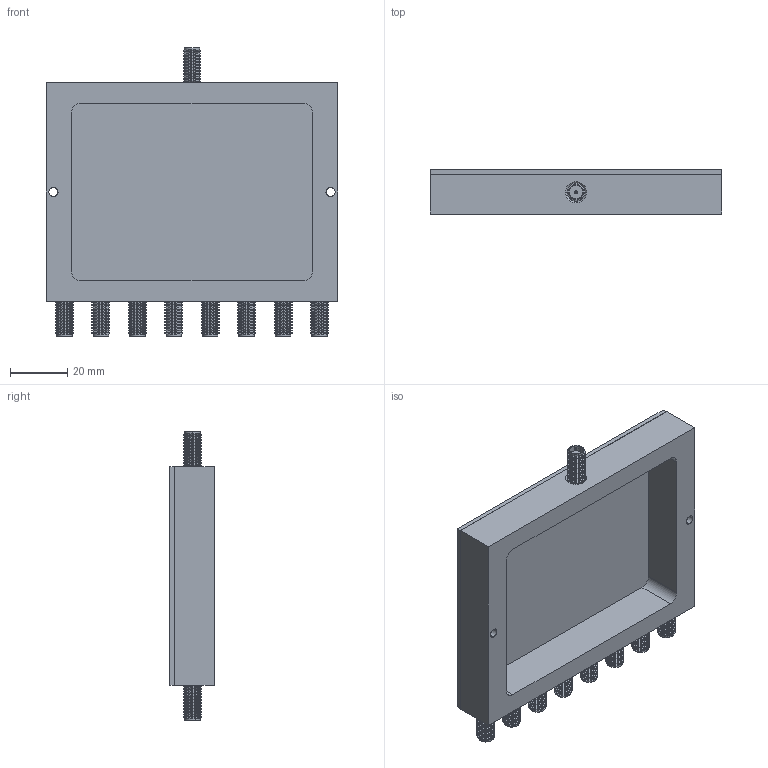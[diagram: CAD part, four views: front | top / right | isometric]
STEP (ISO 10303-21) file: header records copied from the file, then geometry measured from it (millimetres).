
FILE_DESCRIPTION (( 'STEP AP214' ), '1' );
FILE_NAME ('DL 8120_C.STEP', '2022-08-01T12:35:29', ( '' ), ( '' ), 'SwSTEP 2.0', 'SolidWorks 2021', '' );
FILE_SCHEMA (( 'AUTOMOTIVE_DESIGN' ));
Length unit declared in the file: inch
Products named in the file (1): DL 8120_C
Bounding box: 101.6 x 15.49 x 100.51 mm (x, y, z)
Volume: 49677.9 mm3; surface area: 35891.3 mm2
Topology: 11 solids, 11 shells, 2094 faces, 4695 edges, 2728 vertices
Faces by surface type: cylinder 949, cone 828, plane 278, bspline 39
Entity records: 79997 total; most frequent: CARTESIAN_POINT 12205, DIRECTION 11077, ORIENTED_EDGE 9390, EDGE_CURVE 4695, AXIS2_PLACEMENT_3D 4404, VERTEX_POINT 2728, CIRCLE 2348, VECTOR 2269
